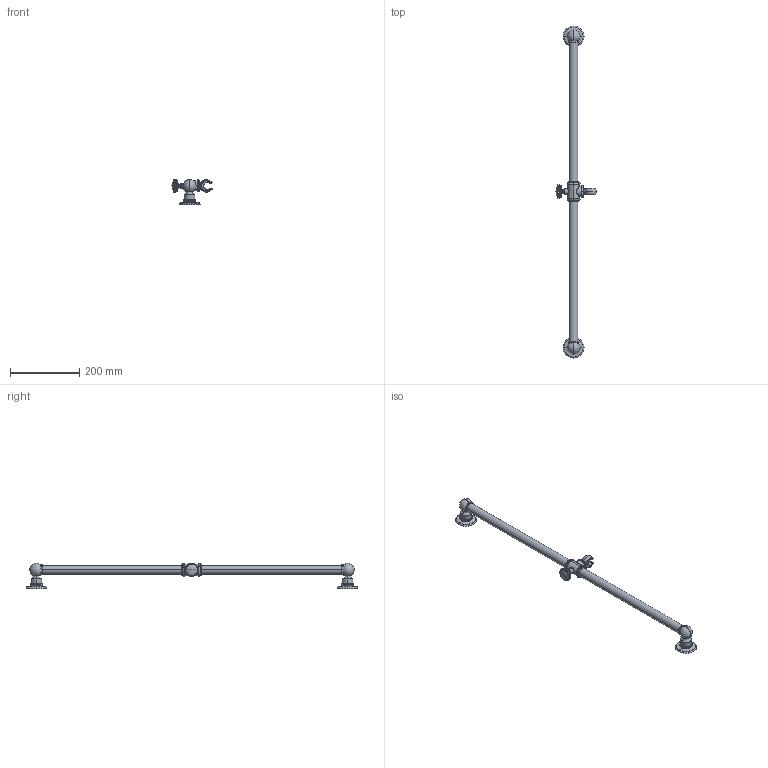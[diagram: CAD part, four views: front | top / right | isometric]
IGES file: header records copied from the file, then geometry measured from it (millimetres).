
Start section:  PTC IGES file: 294-1_sw0001.igs
Global section: file name: 294-1_sw0001.igs; native system: Pro/ENGINEER by Parametric Technology Corporation; preprocessor: 2009300; author: pnmurthy; organization: Unknown; date: 20110715.135424; units: inch
Bounding box: 116.42 x 962.15 x 73.46 mm (x, y, z)
Surface area: 128867.4 mm2 (no closed solid volume)
Topology: 0 solids, 0 shells, 401 faces, 2198 edges, 2192 vertices
Faces by surface type: revolution 236, bspline 165
